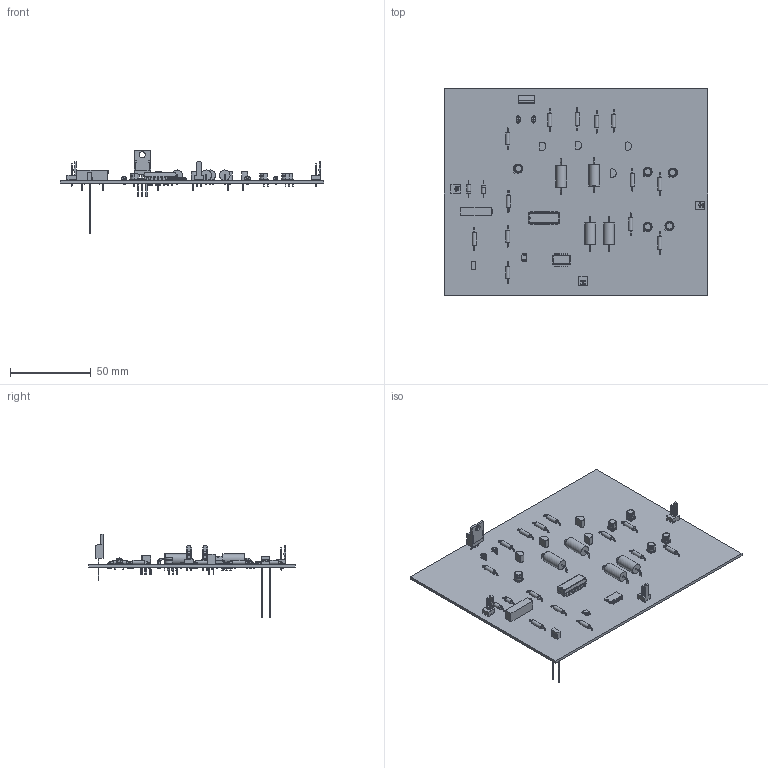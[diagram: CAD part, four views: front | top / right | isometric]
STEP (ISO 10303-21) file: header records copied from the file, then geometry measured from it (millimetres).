
FILE_DESCRIPTION(('Open CASCADE Model'),'2;1');
FILE_NAME('Open CASCADE Shape Model','2021-08-13T16:07:01',('Author'),( 'Open CASCADE'),'Open CASCADE STEP processor 6.8','Open CASCADE 6.8' ,'Unknown');
FILE_SCHEMA(('AUTOMOTIVE_DESIGN { 1 0 10303 214 1 1 1 1 }'));
Length unit declared in the file: millimetre
Products named in the file (83): PCB; Board; Open CASCADE STEP translator 6.8 1.1.1; U4; SOP14_z90; Component1; Component2; Component3; Component4; Component5; Component6; Component7; Component8; Component9; Component10; Component11; Component12; Component13; Component14; Component15; U3; N0014A; BODY_N0014A_AF0; LEAD_N0014A_AF1; LEAD_N0014A; LEAD_N0014A_AF3; LEAD_N0014A_AF0; LEAD_N0014A_AF2; U2; MICRO8_3P10X3P10_ONS; U1; NDE0003B; T03B_BODY; T03B_LEAD; T03B_HS; R18; CMF55_VIS; R17; R16; MR106_VIS ...
Assembly tree (117 placements, depth 4):
  PCB
    Board
      Open CASCADE STEP translator 6.8 1.1.1
    U4
      SOP14_z90
        Component1
        Component2
        Component3
        Component4
        Component5
        Component6
        Component7
        Component8
        Component9
        Component10
        Component11
        Component12
        Component13
        Component14
        Component15
    U3
      N0014A
        BODY_N0014A_AF0
        LEAD_N0014A_AF1
        LEAD_N0014A  x10
        LEAD_N0014A_AF3
        LEAD_N0014A_AF0
        LEAD_N0014A_AF2
    U2
      MICRO8_3P10X3P10_ONS
    U1
      NDE0003B
        T03B_BODY
        T03B_LEAD  x3
        T03B_HS
    R18
      CMF55_VIS
    R17
      CMF55_VIS
    R16
      MR106_VIS
    R15
      RES_CPF1_VIS
    R14
      CPF1_VIS
    R13
      CPF1_VIS
    R12
      RES3_89P_TTE
    R11
      CMF55_VIS
    R10
      MR106_VIS
    R9
      MR106_VIS
    R8
      RES_CPF1_VIS
    R7
      MR106_VIS
    R6
Bounding box: 162.5 x 127.5 x 51.51 mm (x, y, z)
Volume: 40414.7 mm3; surface area: 50053.9 mm2
Topology: 142 solids, 142 shells, 2286 faces, 5395 edges, 3412 vertices
Faces by surface type: plane 1119, cylinder 595, bspline 368, torus 184, revolution 10, sphere 8, cone 2
Full cylindrical faces by diameter (mm): 0.15 x1, 0.4 x6, 0.533 x3, 0.559 x4, 0.65 x16, 0.7 x4, 2.032 x1, 2.489 x13, 2.5 x4, 6.477 x4
Entity records: 41611 total; most frequent: CARTESIAN_POINT 11150, ORIENTED_EDGE 4846, DIRECTION 4800, EDGE_CURVE 2423, AXIS2_PLACEMENT_3D 1636, VERTEX_POINT 1559, LINE 1526, VECTOR 1526
